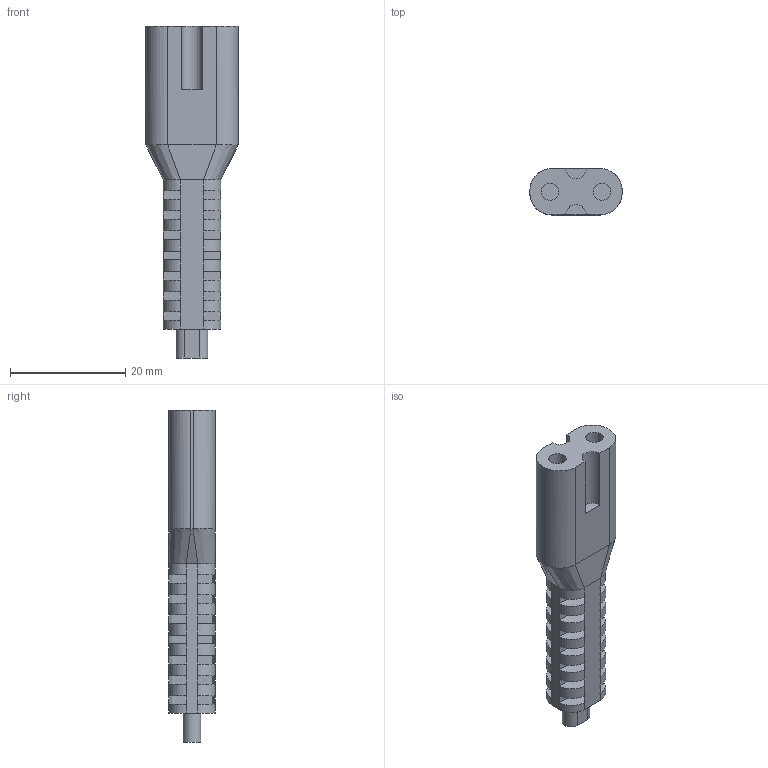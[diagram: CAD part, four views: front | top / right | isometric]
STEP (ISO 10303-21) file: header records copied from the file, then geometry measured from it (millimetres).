
FILE_DESCRIPTION(/* description */ (''),/* implementation_level */ '2;1');
FILE_NAME(/* name */ 'C7-PLUG.step',/* time_stamp */ '2023-01-07T19:04:14+01:00',/* author */ (''),/* organization */ (''),/* preprocessor_version */ 'ST-DEVELOPER v19.2',/* originating_system */ 'Autodesk Translation Framework v11.17.0.187',/* authorisation */ '');
FILE_SCHEMA (('AUTOMOTIVE_DESIGN { 1 0 10303 214 3 1 1 }'));
Length unit declared in the file: millimetre
Products named in the file (1): C7-PLUG
Bounding box: 16 x 8 x 57.5 mm (x, y, z)
Volume: 4153.5 mm3; surface area: 3180 mm2
Topology: 1 solids, 1 shells, 207 faces, 478 edges, 276 vertices
Faces by surface type: plane 161, cylinder 42, bspline 4
Full cylindrical faces by diameter (mm): 3 x2
Entity records: 6004 total; most frequent: CARTESIAN_POINT 1298, DIRECTION 962, ORIENTED_EDGE 956, EDGE_CURVE 478, LINE 394, VECTOR 394, AXIS2_PLACEMENT_3D 284, VERTEX_POINT 276
